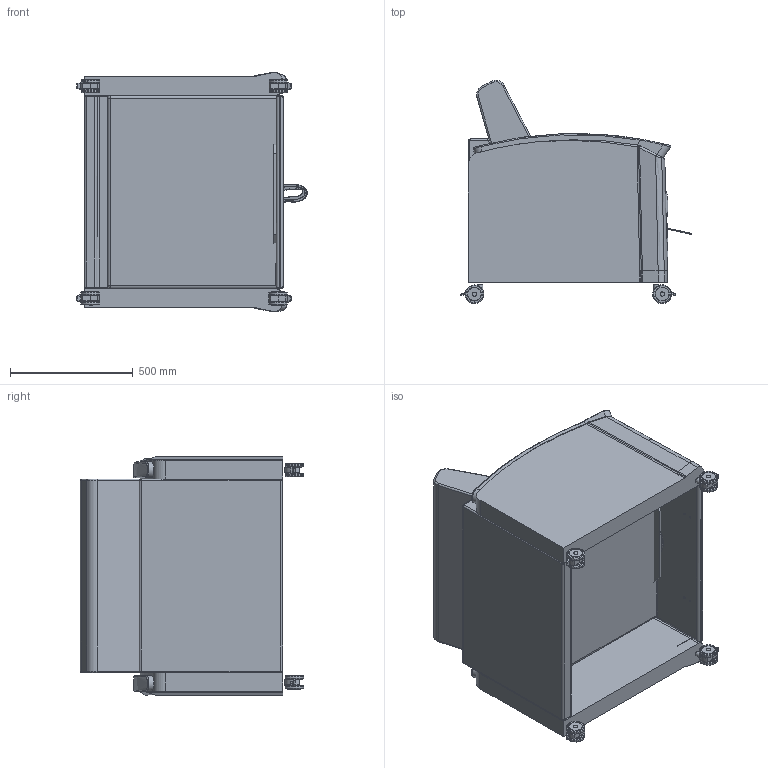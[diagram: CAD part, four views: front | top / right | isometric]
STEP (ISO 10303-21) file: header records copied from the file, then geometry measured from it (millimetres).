
FILE_DESCRIPTION(/* description */ (''),/* implementation_level */ '2;1');
FILE_NAME(/* name */ 'H1800U-W-J sitting.stp',/* time_stamp */ '2019-05-30T10:38:25-04:00',/* author */ ('emehringer'),/* organization */ (''),/* preprocessor_version */ 'ST-DEVELOPER v16.13',/* originating_system */ 'Autodesk Inventor 2018',/* authorisation */ '');
FILE_SCHEMA (('AUTOMOTIVE_DESIGN { 1 0 10303 214 3 1 1 }'));
Length unit declared in the file: inch
Products named in the file (15): H1800U-W-J sitting; HA1700 ARM L; HA1700 ARM R; USEATX 0800; USEAT 0800; UPOUT 0700; UFBACK 0700; UOBACK 0700; CAST COL 3"LC; CAST COL LOCK; CAST COL 3IN CENTER; CAST COL 3IN WHEEL; CAST COL 3IN INNER WHEEL; HA1010 MACL BLK; HA1010 MACR BLK
Assembly tree (19 placements, depth 3):
  H1800U-W-J sitting
    HA1700 ARM L
    HA1700 ARM R
    USEATX 0800
    USEAT 0800
    UPOUT 0700
    UFBACK 0700
    UOBACK 0700
    CAST COL 3"LC  x4
      CAST COL 3IN WHEEL
      CAST COL LOCK
      CAST COL 3IN CENTER
      CAST COL 3IN INNER WHEEL
    HA1010 MACL BLK
    HA1010 MACR BLK
Bounding box: 938.06 x 908.07 x 972.41 mm (x, y, z)
Volume: 294133642.1 mm3; surface area: 8101438.3 mm2
Topology: 33 solids, 33 shells, 748 faces, 1649 edges, 994 vertices
Faces by surface type: cylinder 257, plane 186, torus 133, bspline 120, sphere 52
Full cylindrical faces by diameter (mm): 7.938 x7, 9.525 x4, 17.462 x4, 17.475 x4, 17.526 x8, 20.747 x4, 55.88 x8, 55.956 x8, 75.006 x8
Entity records: 23519 total; most frequent: CARTESIAN_POINT 13251, DIRECTION 2021, ORIENTED_EDGE 2006, EDGE_CURVE 1003, AXIS2_PLACEMENT_3D 838, VERTEX_POINT 614, EDGE_LOOP 505, FACE_OUTER_BOUND 454
